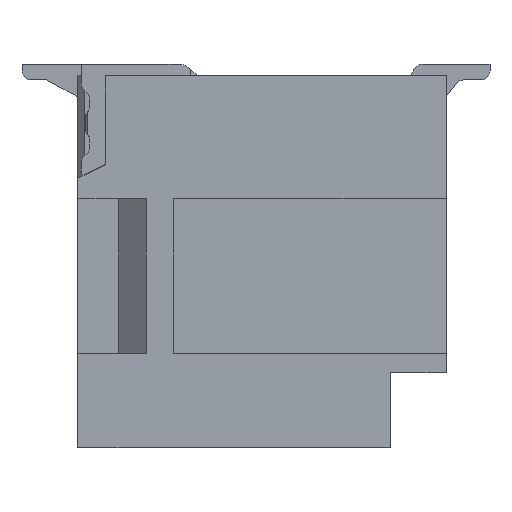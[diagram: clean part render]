
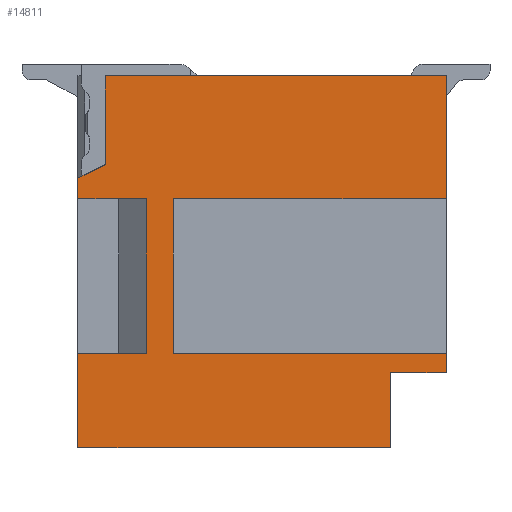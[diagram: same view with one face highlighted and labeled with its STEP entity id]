
A CAD part, front view. The second image highlights one B-rep face of the part: STEP entity #14811.
In plain terms, the highlighted planar face has unit normal (0, -1, 0).
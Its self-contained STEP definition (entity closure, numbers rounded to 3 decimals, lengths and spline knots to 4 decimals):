
#564 = LINE ( 'NONE', #93582, #95047 ) ;
#3202 = VECTOR ( 'NONE', #50655, 1000. ) ;
#3394 = CARTESIAN_POINT ( 'NONE',  ( -0.12, -15.5, -1.8 ) ) ;
#3762 = EDGE_CURVE ( 'NONE', #91995, #42779, #564, .T. ) ;
#4536 = CARTESIAN_POINT ( 'NONE',  ( 5.4, -15.5, 0.12 ) ) ;
#5759 = CARTESIAN_POINT ( 'NONE',  ( 5.4, -15.5, -4.07 ) ) ;
#8316 = CARTESIAN_POINT ( 'NONE',  ( 5.52, -15.5, -4.35 ) ) ;
#9135 = CARTESIAN_POINT ( 'NONE',  ( 4.7, -15.5, -5.45 ) ) ;
#10779 = EDGE_CURVE ( 'NONE', #42779, #11160, #90350, .T. ) ;
#11160 = VERTEX_POINT ( 'NONE', #107134 ) ;
#13486 = CARTESIAN_POINT ( 'NONE',  ( 1.4, -15.5, -1.8 ) ) ;
#13539 = LINE ( 'NONE', #62743, #59864 ) ;
#14304 = LINE ( 'NONE', #120452, #61093 ) ;
#14811 = ADVANCED_FACE ( 'NONE', ( #22051 ), #72845, .F. ) ;
#16046 = DIRECTION ( 'NONE',  ( 1., 0., 0. ) ) ;
#16262 = CARTESIAN_POINT ( 'NONE',  ( 0.4, -15.5, -1.3 ) ) ;
#17363 = LINE ( 'NONE', #142092, #65797 ) ;
#19155 = EDGE_CURVE ( 'NONE', #142674, #118331, #81241, .T. ) ;
#19768 = ORIENTED_EDGE ( 'NONE', *, *, #36857, .F. ) ;
#20612 = LINE ( 'NONE', #9135, #117109 ) ;
#22051 = FACE_OUTER_BOUND ( 'NONE', #37829, .T. ) ;
#22862 = VECTOR ( 'NONE', #128401, 1000. ) ;
#24213 = ORIENTED_EDGE ( 'NONE', *, *, #85596, .F. ) ;
#24370 = EDGE_CURVE ( 'NONE', #56249, #66297, #25750, .T. ) ;
#24768 = ORIENTED_EDGE ( 'NONE', *, *, #94804, .F. ) ;
#25750 = LINE ( 'NONE', #27398, #122298 ) ;
#26426 = DIRECTION ( 'NONE',  ( 1., 0., 0. ) ) ;
#27398 = CARTESIAN_POINT ( 'NONE',  ( -0.12, -15.5, 0. ) ) ;
#29869 = DIRECTION ( 'NONE',  ( -1., 0., 0. ) ) ;
#30454 = EDGE_CURVE ( 'NONE', #80690, #56249, #17363, .T. ) ;
#30787 = EDGE_CURVE ( 'NONE', #99522, #43362, #118179, .T. ) ;
#31231 = DIRECTION ( 'NONE',  ( 0., 0., -1. ) ) ;
#32701 = CARTESIAN_POINT ( 'NONE',  ( 5.4, -15.5, 0. ) ) ;
#33103 = CARTESIAN_POINT ( 'NONE',  ( 0.4, -15.5, 0. ) ) ;
#33548 = EDGE_CURVE ( 'NONE', #118331, #50498, #105043, .T. ) ;
#34244 = ORIENTED_EDGE ( 'NONE', *, *, #61317, .F. ) ;
#34767 = DIRECTION ( 'NONE',  ( 0.894, 0., 0.447 ) ) ;
#36069 = DIRECTION ( 'NONE',  ( 1., 0., 0. ) ) ;
#36758 = CARTESIAN_POINT ( 'NONE',  ( 4.58, -15.5, -4.23 ) ) ;
#36857 = EDGE_CURVE ( 'NONE', #43362, #80690, #55452, .T. ) ;
#37583 = ORIENTED_EDGE ( 'NONE', *, *, #3762, .F. ) ;
#37829 = EDGE_LOOP ( 'NONE', ( #88620, #34244, #24768, #113156, #37583, #68145, #126557, #62753, #82975, #123246, #24213, #50645, #46942, #128780, #72690, #19768 ) ) ;
#42779 = VERTEX_POINT ( 'NONE', #97604 ) ;
#43362 = VERTEX_POINT ( 'NONE', #72994 ) ;
#44308 = VERTEX_POINT ( 'NONE', #5759 ) ;
#46942 = ORIENTED_EDGE ( 'NONE', *, *, #120689, .F. ) ;
#47536 = LINE ( 'NONE', #101181, #95644 ) ;
#47989 = DIRECTION ( 'NONE',  ( 0., 0., -1. ) ) ;
#48091 = VERTEX_POINT ( 'NONE', #81186 ) ;
#48816 = VERTEX_POINT ( 'NONE', #94890 ) ;
#49279 = CARTESIAN_POINT ( 'NONE',  ( 0., -15.5, -1.8 ) ) ;
#50130 = AXIS2_PLACEMENT_3D ( 'NONE', #68021, #105415, #16046 ) ;
#50498 = VERTEX_POINT ( 'NONE', #104484 ) ;
#50645 = ORIENTED_EDGE ( 'NONE', *, *, #60213, .F. ) ;
#50655 = DIRECTION ( 'NONE',  ( 0., 0., 1. ) ) ;
#50979 = LINE ( 'NONE', #72934, #3202 ) ;
#53186 = CARTESIAN_POINT ( 'NONE',  ( -0.12, -15.5, -1.8 ) ) ;
#53305 = VECTOR ( 'NONE', #34767, 1000. ) ;
#55452 = LINE ( 'NONE', #104573, #53305 ) ;
#55560 = CARTESIAN_POINT ( 'NONE',  ( 5.52, -15.5, -4.07 ) ) ;
#56249 = VERTEX_POINT ( 'NONE', #33103 ) ;
#56944 = VECTOR ( 'NONE', #47989, 1000. ) ;
#59358 = LINE ( 'NONE', #3394, #108381 ) ;
#59864 = VECTOR ( 'NONE', #106453, 1000. ) ;
#60213 = EDGE_CURVE ( 'NONE', #48091, #123282, #59358, .T. ) ;
#61093 = VECTOR ( 'NONE', #31231, 1000. ) ;
#61317 = EDGE_CURVE ( 'NONE', #94541, #99522, #140084, .T. ) ;
#61418 = LINE ( 'NONE', #4536, #110218 ) ;
#62743 = CARTESIAN_POINT ( 'NONE',  ( 5.52, -15.5, -4.07 ) ) ;
#62753 = ORIENTED_EDGE ( 'NONE', *, *, #19155, .F. ) ;
#63863 = DIRECTION ( 'NONE',  ( 0., 0., -1. ) ) ;
#65797 = VECTOR ( 'NONE', #74140, 1000. ) ;
#66297 = VERTEX_POINT ( 'NONE', #32701 ) ;
#68021 = CARTESIAN_POINT ( 'NONE',  ( -0.12, -15.5, 0.12 ) ) ;
#68145 = ORIENTED_EDGE ( 'NONE', *, *, #129699, .F. ) ;
#70066 = CARTESIAN_POINT ( 'NONE',  ( 0., -15.5, -5.45 ) ) ;
#72690 = ORIENTED_EDGE ( 'NONE', *, *, #30454, .F. ) ;
#72845 = PLANE ( 'NONE',  #50130 ) ;
#72934 = CARTESIAN_POINT ( 'NONE',  ( 1., -15.5, -1.68 ) ) ;
#72994 = CARTESIAN_POINT ( 'NONE',  ( 0., -15.5, -1.5 ) ) ;
#74140 = DIRECTION ( 'NONE',  ( 0., 0., 1. ) ) ;
#80690 = VERTEX_POINT ( 'NONE', #16262 ) ;
#81186 = CARTESIAN_POINT ( 'NONE',  ( 5.4, -15.5, -1.8 ) ) ;
#81241 = LINE ( 'NONE', #8316, #81481 ) ;
#81481 = VECTOR ( 'NONE', #90420, 1000. ) ;
#82408 = DIRECTION ( 'NONE',  ( 0., 0., 1. ) ) ;
#82975 = ORIENTED_EDGE ( 'NONE', *, *, #106514, .F. ) ;
#85424 = DIRECTION ( 'NONE',  ( -1., 0., 0. ) ) ;
#85596 = EDGE_CURVE ( 'NONE', #123282, #48816, #47536, .T. ) ;
#88620 = ORIENTED_EDGE ( 'NONE', *, *, #30787, .F. ) ;
#90350 = LINE ( 'NONE', #55560, #137739 ) ;
#90420 = DIRECTION ( 'NONE',  ( -1., 0., 0. ) ) ;
#91073 = DIRECTION ( 'NONE',  ( 0., 0., -1. ) ) ;
#91278 = VECTOR ( 'NONE', #29869, 1000. ) ;
#91995 = VERTEX_POINT ( 'NONE', #70066 ) ;
#92166 = EDGE_CURVE ( 'NONE', #48816, #44308, #13539, .T. ) ;
#93582 = CARTESIAN_POINT ( 'NONE',  ( 0., -15.5, -5.57 ) ) ;
#94541 = VERTEX_POINT ( 'NONE', #118200 ) ;
#94804 = EDGE_CURVE ( 'NONE', #11160, #94541, #50979, .T. ) ;
#94890 = CARTESIAN_POINT ( 'NONE',  ( 1.4, -15.5, -4.07 ) ) ;
#95047 = VECTOR ( 'NONE', #82408, 1000. ) ;
#95644 = VECTOR ( 'NONE', #63863, 1000. ) ;
#97604 = CARTESIAN_POINT ( 'NONE',  ( 0., -15.5, -4.07 ) ) ;
#99522 = VERTEX_POINT ( 'NONE', #49279 ) ;
#101181 = CARTESIAN_POINT ( 'NONE',  ( 1.4, -15.5, -1.68 ) ) ;
#104484 = CARTESIAN_POINT ( 'NONE',  ( 4.58, -15.5, -5.45 ) ) ;
#104573 = CARTESIAN_POINT ( 'NONE',  ( -0.1073, -15.5, -1.5537 ) ) ;
#105043 = LINE ( 'NONE', #36758, #56944 ) ;
#105415 = DIRECTION ( 'NONE',  ( 0., 1., 0. ) ) ;
#106453 = DIRECTION ( 'NONE',  ( 1., 0., 0. ) ) ;
#106514 = EDGE_CURVE ( 'NONE', #44308, #142674, #61418, .T. ) ;
#107134 = CARTESIAN_POINT ( 'NONE',  ( 1., -15.5, -4.07 ) ) ;
#108381 = VECTOR ( 'NONE', #85424, 1000. ) ;
#110218 = VECTOR ( 'NONE', #91073, 1000. ) ;
#113156 = ORIENTED_EDGE ( 'NONE', *, *, #10779, .F. ) ;
#117109 = VECTOR ( 'NONE', #121722, 1000. ) ;
#117155 = CARTESIAN_POINT ( 'NONE',  ( 0., -15.5, -5.57 ) ) ;
#118179 = LINE ( 'NONE', #117155, #22862 ) ;
#118200 = CARTESIAN_POINT ( 'NONE',  ( 1., -15.5, -1.8 ) ) ;
#118331 = VERTEX_POINT ( 'NONE', #140233 ) ;
#120452 = CARTESIAN_POINT ( 'NONE',  ( 5.4, -15.5, 0.12 ) ) ;
#120689 = EDGE_CURVE ( 'NONE', #66297, #48091, #14304, .T. ) ;
#121722 = DIRECTION ( 'NONE',  ( -1., 0., 0. ) ) ;
#122298 = VECTOR ( 'NONE', #26426, 1000. ) ;
#123246 = ORIENTED_EDGE ( 'NONE', *, *, #92166, .F. ) ;
#123282 = VERTEX_POINT ( 'NONE', #13486 ) ;
#126557 = ORIENTED_EDGE ( 'NONE', *, *, #33548, .F. ) ;
#128401 = DIRECTION ( 'NONE',  ( 0., 0., 1. ) ) ;
#128780 = ORIENTED_EDGE ( 'NONE', *, *, #24370, .F. ) ;
#129699 = EDGE_CURVE ( 'NONE', #50498, #91995, #20612, .T. ) ;
#132693 = CARTESIAN_POINT ( 'NONE',  ( 5.4, -15.5, -4.35 ) ) ;
#137739 = VECTOR ( 'NONE', #36069, 1000. ) ;
#140084 = LINE ( 'NONE', #53186, #91278 ) ;
#140233 = CARTESIAN_POINT ( 'NONE',  ( 4.58, -15.5, -4.35 ) ) ;
#142092 = CARTESIAN_POINT ( 'NONE',  ( 0.4, -15.5, -1.42 ) ) ;
#142674 = VERTEX_POINT ( 'NONE', #132693 ) ;
